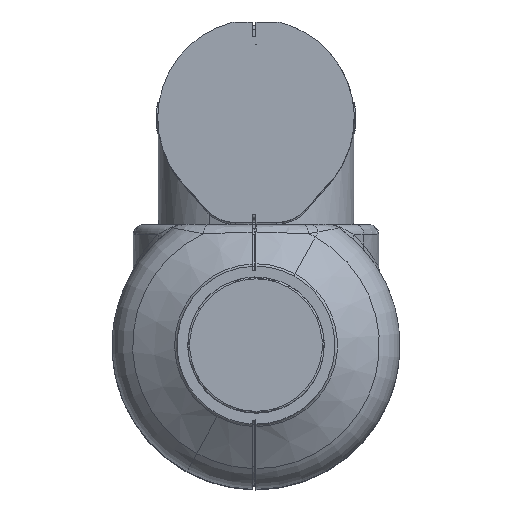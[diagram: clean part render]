
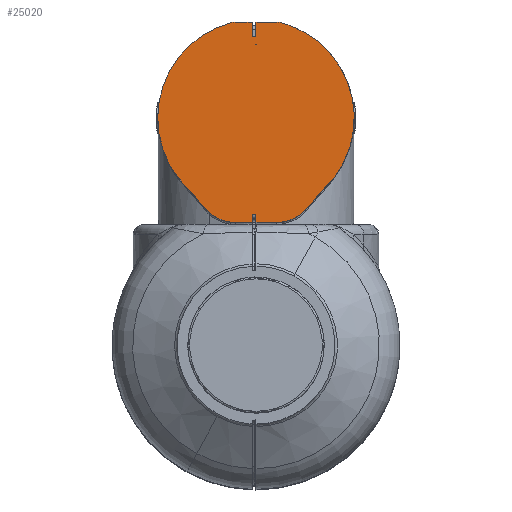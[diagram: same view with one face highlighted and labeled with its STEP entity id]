
A CAD part, top view. The second image highlights one B-rep face of the part: STEP entity #25020.
In plain terms, the highlighted planar face has unit normal (0, 0, 1).
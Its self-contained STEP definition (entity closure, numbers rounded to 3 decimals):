
#20665=CARTESIAN_POINT('Vertex',(0.,68.328,70.)) ;
#20716=CARTESIAN_POINT('Vertex',(0.,64.1,70.)) ;
#20719=CARTESIAN_POINT('Line Origine',(0.,66.214,70.)) ;
#23731=CARTESIAN_POINT('Vertex',(10.078,168.6,70.)) ;
#23734=CARTESIAN_POINT('Axis2P3D Location',(10.078,158.6,70.)) ;
#23738=CARTESIAN_POINT('Vertex',(12.521,168.297,70.)) ;
#23758=CARTESIAN_POINT('Vertex',(10.951,64.1,70.)) ;
#23761=CARTESIAN_POINT('Line Origine',(5.475,64.1,70.)) ;
#23778=CARTESIAN_POINT('Vertex',(25.974,70.897,70.)) ;
#23781=CARTESIAN_POINT('Axis2P3D Location',(10.951,84.1,70.)) ;
#23799=CARTESIAN_POINT('Axis2P3D Location',(0.,118.6,70.)) ;
#23803=CARTESIAN_POINT('Vertex',(24.571,163.576,70.)) ;
#23806=CARTESIAN_POINT('Axis2P3D Location',(0.,118.6,70.)) ;
#23810=CARTESIAN_POINT('Vertex',(34.971,81.136,70.)) ;
#23827=CARTESIAN_POINT('Line Origine',(30.473,76.017,70.)) ;
#24623=CARTESIAN_POINT('Axis2P3D Location',(1.,157.087,70.)) ;
#24627=CARTESIAN_POINT('Vertex',(0.042,156.801,70.)) ;
#24629=CARTESIAN_POINT('Vertex',(0.,157.087,70.)) ;
#24656=CARTESIAN_POINT('Vertex',(0.,168.6,70.)) ;
#24659=CARTESIAN_POINT('Line Origine',(5.039,168.6,70.)) ;
#24677=CARTESIAN_POINT('Axis2P3D Location',(-1.724,118.038,70.)) ;
#24681=CARTESIAN_POINT('Vertex',(0.,156.803,70.)) ;
#24909=CARTESIAN_POINT('Axis2P3D Location',(0.,169.85,70.)) ;
#24914=CARTESIAN_POINT('Line Origine',(0.,164.73,70.)) ;
#24918=CARTESIAN_POINT('Vertex',(0.,160.86,70.)) ;
#24921=CARTESIAN_POINT('Axis2P3D Location',(0.,114.594,70.)) ;
#24925=CARTESIAN_POINT('Vertex',(-2.,160.817,70.)) ;
#24928=CARTESIAN_POINT('Line Origine',(-2.,164.708,70.)) ;
#24932=CARTESIAN_POINT('Vertex',(-2.,168.6,70.)) ;
#24935=CARTESIAN_POINT('Line Origine',(-6.039,168.6,70.)) ;
#24939=CARTESIAN_POINT('Vertex',(-10.078,168.6,70.)) ;
#24942=CARTESIAN_POINT('Axis2P3D Location',(-10.078,158.6,70.)) ;
#24946=CARTESIAN_POINT('Vertex',(-12.521,168.297,70.)) ;
#24949=CARTESIAN_POINT('Axis2P3D Location',(0.,118.6,70.)) ;
#24953=CARTESIAN_POINT('Vertex',(-34.971,81.136,70.)) ;
#24956=CARTESIAN_POINT('Line Origine',(-30.473,76.017,70.)) ;
#24960=CARTESIAN_POINT('Vertex',(-25.974,70.897,70.)) ;
#24963=CARTESIAN_POINT('Axis2P3D Location',(-10.951,84.1,70.)) ;
#24967=CARTESIAN_POINT('Vertex',(-10.951,64.1,70.)) ;
#24970=CARTESIAN_POINT('Line Origine',(-6.475,64.1,70.)) ;
#24974=CARTESIAN_POINT('Vertex',(-2.,64.1,70.)) ;
#24977=CARTESIAN_POINT('Line Origine',(-2.,66.236,70.)) ;
#24981=CARTESIAN_POINT('Vertex',(-2.,68.371,70.)) ;
#24984=CARTESIAN_POINT('Axis2P3D Location',(0.,114.594,70.)) ;
#25010=CARTESIAN_POINT('Line Origine',(0.,156.945,70.)) ;
#20721=VECTOR('Line Direction',#20720,1.) ;
#23763=VECTOR('Line Direction',#23762,1.) ;
#23829=VECTOR('Line Direction',#23828,1.) ;
#24661=VECTOR('Line Direction',#24660,1.) ;
#24916=VECTOR('Line Direction',#24915,1.) ;
#24930=VECTOR('Line Direction',#24929,1.) ;
#24937=VECTOR('Line Direction',#24936,1.) ;
#24958=VECTOR('Line Direction',#24957,1.) ;
#24972=VECTOR('Line Direction',#24971,1.) ;
#24979=VECTOR('Line Direction',#24978,1.) ;
#25012=VECTOR('Line Direction',#25011,1.) ;
#20720=DIRECTION('Vector Direction',(0.,1.,0.)) ;
#23735=DIRECTION('Axis2P3D Direction',(0.,0.,-1.)) ;
#23762=DIRECTION('Vector Direction',(-1.,0.,0.)) ;
#23782=DIRECTION('Axis2P3D Direction',(0.,0.,-1.)) ;
#23800=DIRECTION('Axis2P3D Direction',(0.,0.,-1.)) ;
#23807=DIRECTION('Axis2P3D Direction',(0.,0.,-1.)) ;
#23828=DIRECTION('Vector Direction',(0.66,0.751,0.)) ;
#24624=DIRECTION('Axis2P3D Direction',(0.,0.,1.)) ;
#24660=DIRECTION('Vector Direction',(1.,0.,0.)) ;
#24678=DIRECTION('Axis2P3D Direction',(0.,0.,-1.)) ;
#24910=DIRECTION('Axis2P3D Direction',(0.,0.,-1.)) ;
#24911=DIRECTION('Axis2P3D XDirection',(0.,1.,0.)) ;
#24915=DIRECTION('Vector Direction',(0.,1.,0.)) ;
#24922=DIRECTION('Axis2P3D Direction',(0.,0.,-1.)) ;
#24929=DIRECTION('Vector Direction',(0.,1.,0.)) ;
#24936=DIRECTION('Vector Direction',(1.,0.,0.)) ;
#24943=DIRECTION('Axis2P3D Direction',(0.,0.,-1.)) ;
#24950=DIRECTION('Axis2P3D Direction',(0.,0.,-1.)) ;
#24957=DIRECTION('Vector Direction',(-0.66,0.751,0.)) ;
#24964=DIRECTION('Axis2P3D Direction',(0.,0.,-1.)) ;
#24971=DIRECTION('Vector Direction',(-1.,0.,0.)) ;
#24978=DIRECTION('Vector Direction',(0.,1.,0.)) ;
#24985=DIRECTION('Axis2P3D Direction',(0.,0.,-1.)) ;
#25011=DIRECTION('Vector Direction',(0.,-1.,0.)) ;
#23736=AXIS2_PLACEMENT_3D('Circle Axis2P3D',#23734,#23735,$) ;
#23783=AXIS2_PLACEMENT_3D('Circle Axis2P3D',#23781,#23782,$) ;
#23801=AXIS2_PLACEMENT_3D('Circle Axis2P3D',#23799,#23800,$) ;
#23808=AXIS2_PLACEMENT_3D('Circle Axis2P3D',#23806,#23807,$) ;
#24625=AXIS2_PLACEMENT_3D('Circle Axis2P3D',#24623,#24624,$) ;
#24679=AXIS2_PLACEMENT_3D('Circle Axis2P3D',#24677,#24678,$) ;
#24912=AXIS2_PLACEMENT_3D('Plane Axis2P3D',#24909,#24910,#24911) ;
#24923=AXIS2_PLACEMENT_3D('Circle Axis2P3D',#24921,#24922,$) ;
#24944=AXIS2_PLACEMENT_3D('Circle Axis2P3D',#24942,#24943,$) ;
#24951=AXIS2_PLACEMENT_3D('Circle Axis2P3D',#24949,#24950,$) ;
#24965=AXIS2_PLACEMENT_3D('Circle Axis2P3D',#24963,#24964,$) ;
#24986=AXIS2_PLACEMENT_3D('Circle Axis2P3D',#24984,#24985,$) ;
#20722=LINE('Line',#20719,#20721) ;
#23764=LINE('Line',#23761,#23763) ;
#23830=LINE('Line',#23827,#23829) ;
#24662=LINE('Line',#24659,#24661) ;
#24917=LINE('Line',#24914,#24916) ;
#24931=LINE('Line',#24928,#24930) ;
#24938=LINE('Line',#24935,#24937) ;
#24959=LINE('Line',#24956,#24958) ;
#24973=LINE('Line',#24970,#24972) ;
#24980=LINE('Line',#24977,#24979) ;
#25013=LINE('Line',#25010,#25012) ;
#23737=CIRCLE('generated circle',#23736,10.) ;
#23784=CIRCLE('generated circle',#23783,20.) ;
#23802=CIRCLE('generated circle',#23801,51.25) ;
#23809=CIRCLE('generated circle',#23808,51.25) ;
#24626=CIRCLE('generated circle',#24625,1.) ;
#24680=CIRCLE('generated circle',#24679,38.803) ;
#24924=CIRCLE('generated circle',#24923,46.266) ;
#24945=CIRCLE('generated circle',#24944,10.) ;
#24952=CIRCLE('generated circle',#24951,51.25) ;
#24966=CIRCLE('generated circle',#24965,20.) ;
#24987=CIRCLE('generated circle',#24986,46.266) ;
#24913=PLANE('',#24912) ;
#25019=FACE_BOUND('',#25015,.T.) ;
#20723=EDGE_CURVE('',#20717,#20666,#20722,.T.) ;
#23740=EDGE_CURVE('',#23732,#23739,#23737,.T.) ;
#23765=EDGE_CURVE('',#23759,#20717,#23764,.T.) ;
#23785=EDGE_CURVE('',#23779,#23759,#23784,.T.) ;
#23805=EDGE_CURVE('',#23739,#23804,#23802,.T.) ;
#23812=EDGE_CURVE('',#23804,#23811,#23809,.T.) ;
#23831=EDGE_CURVE('',#23779,#23811,#23830,.T.) ;
#24631=EDGE_CURVE('',#24628,#24630,#24626,.F.) ;
#24663=EDGE_CURVE('',#24657,#23732,#24662,.T.) ;
#24683=EDGE_CURVE('',#24682,#24628,#24680,.T.) ;
#24920=EDGE_CURVE('',#24919,#24657,#24917,.T.) ;
#24927=EDGE_CURVE('',#24919,#24926,#24924,.F.) ;
#24934=EDGE_CURVE('',#24926,#24933,#24931,.T.) ;
#24941=EDGE_CURVE('',#24940,#24933,#24938,.T.) ;
#24948=EDGE_CURVE('',#24947,#24940,#24945,.T.) ;
#24955=EDGE_CURVE('',#24954,#24947,#24952,.T.) ;
#24962=EDGE_CURVE('',#24961,#24954,#24959,.T.) ;
#24969=EDGE_CURVE('',#24968,#24961,#24966,.T.) ;
#24976=EDGE_CURVE('',#24975,#24968,#24973,.T.) ;
#24983=EDGE_CURVE('',#24975,#24982,#24980,.T.) ;
#24988=EDGE_CURVE('',#24982,#20666,#24987,.F.) ;
#25014=EDGE_CURVE('',#24682,#24630,#25013,.F.) ;
#24990=ORIENTED_EDGE('',*,*,#20723,.F.) ;
#24991=ORIENTED_EDGE('',*,*,#23765,.F.) ;
#24992=ORIENTED_EDGE('',*,*,#23785,.F.) ;
#24993=ORIENTED_EDGE('',*,*,#23831,.T.) ;
#24994=ORIENTED_EDGE('',*,*,#23812,.F.) ;
#24995=ORIENTED_EDGE('',*,*,#23805,.F.) ;
#24996=ORIENTED_EDGE('',*,*,#23740,.F.) ;
#24997=ORIENTED_EDGE('',*,*,#24663,.F.) ;
#24998=ORIENTED_EDGE('',*,*,#24920,.F.) ;
#24999=ORIENTED_EDGE('',*,*,#24927,.T.) ;
#25000=ORIENTED_EDGE('',*,*,#24934,.T.) ;
#25001=ORIENTED_EDGE('',*,*,#24941,.F.) ;
#25002=ORIENTED_EDGE('',*,*,#24948,.F.) ;
#25003=ORIENTED_EDGE('',*,*,#24955,.F.) ;
#25004=ORIENTED_EDGE('',*,*,#24962,.F.) ;
#25005=ORIENTED_EDGE('',*,*,#24969,.F.) ;
#25006=ORIENTED_EDGE('',*,*,#24976,.F.) ;
#25007=ORIENTED_EDGE('',*,*,#24983,.T.) ;
#25008=ORIENTED_EDGE('',*,*,#24988,.T.) ;
#25016=ORIENTED_EDGE('',*,*,#25014,.T.) ;
#25017=ORIENTED_EDGE('',*,*,#24631,.F.) ;
#25018=ORIENTED_EDGE('',*,*,#24683,.F.) ;
#24989=EDGE_LOOP('',(#24990,#24991,#24992,#24993,#24994,#24995,#24996,#24997,#24998,#24999,#25000,#25001,#25002,#25003,#25004,#25005,#25006,#25007,#25008)) ;
#25015=EDGE_LOOP('',(#25016,#25017,#25018)) ;
#20666=VERTEX_POINT('',#20665) ;
#20717=VERTEX_POINT('',#20716) ;
#23732=VERTEX_POINT('',#23731) ;
#23739=VERTEX_POINT('',#23738) ;
#23759=VERTEX_POINT('',#23758) ;
#23779=VERTEX_POINT('',#23778) ;
#23804=VERTEX_POINT('',#23803) ;
#23811=VERTEX_POINT('',#23810) ;
#24628=VERTEX_POINT('',#24627) ;
#24630=VERTEX_POINT('',#24629) ;
#24657=VERTEX_POINT('',#24656) ;
#24682=VERTEX_POINT('',#24681) ;
#24919=VERTEX_POINT('',#24918) ;
#24926=VERTEX_POINT('',#24925) ;
#24933=VERTEX_POINT('',#24932) ;
#24940=VERTEX_POINT('',#24939) ;
#24947=VERTEX_POINT('',#24946) ;
#24954=VERTEX_POINT('',#24953) ;
#24961=VERTEX_POINT('',#24960) ;
#24968=VERTEX_POINT('',#24967) ;
#24975=VERTEX_POINT('',#24974) ;
#24982=VERTEX_POINT('',#24981) ;
#25020=ADVANCED_FACE('PartBody',(#25009,#25019),#24913,.F.) ;
#25009=FACE_OUTER_BOUND('',#24989,.T.) ;
